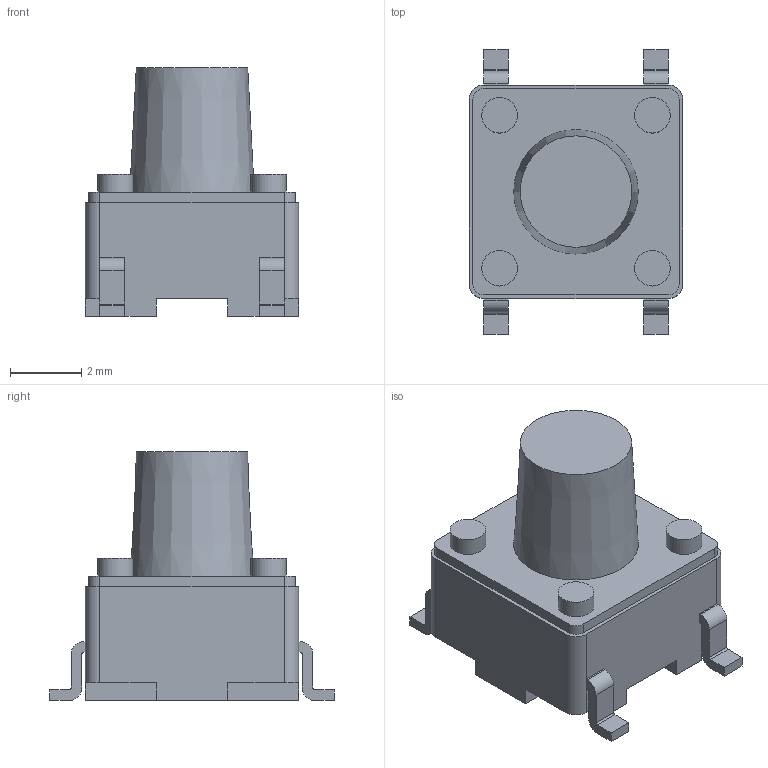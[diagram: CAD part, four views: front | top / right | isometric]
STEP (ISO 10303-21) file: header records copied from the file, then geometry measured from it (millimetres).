
FILE_DESCRIPTION(('STEP AP214'), '1');
FILE_NAME('button_smd_6x6xH', '2019-07-26T18:39:44', ('Che'), (''), 'ASCON STEP Converter 1.3', 'ASCON Math Kernel', '');
FILE_SCHEMA(('AUTOMOTIVE_DESIGN { 1 0 10303 214 3 1 1}'));
Length unit declared in the file: millimetre
Bounding box: 6 x 8 x 7 mm (x, y, z)
Volume: 148.6 mm3; surface area: 215.8 mm2
Topology: 1 solids, 1 shells, 97 faces, 259 edges, 170 vertices
Faces by surface type: plane 68, cylinder 28, cone 1
Full cylindrical faces by diameter (mm): 1 x4
Entity records: 3802 total; most frequent: CARTESIAN_POINT 522, DIRECTION 508, ORIENTED_EDGE 508, EDGE_CURVE 254, LINE 196, VECTOR 196, VERTEX_POINT 170, AXIS2_PLACEMENT_3D 156
